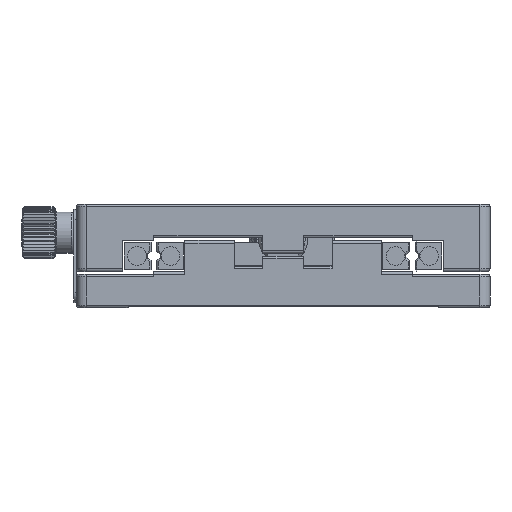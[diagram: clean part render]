
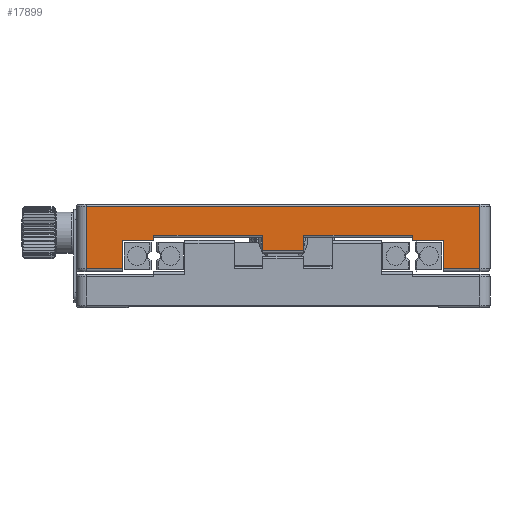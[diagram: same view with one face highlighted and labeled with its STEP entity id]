
A CAD part, front view. The second image highlights one B-rep face of the part: STEP entity #17899.
In plain terms, the highlighted planar face has unit normal (0, -1, 0).
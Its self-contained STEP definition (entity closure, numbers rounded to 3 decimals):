
#287 = CARTESIAN_POINT ( 'NONE',  ( 40., -40., 19.5 ) ) ;
#360 = CARTESIAN_POINT ( 'NONE',  ( -38., -40., 19.5 ) ) ;
#478 = CARTESIAN_POINT ( 'NONE',  ( 38., -40., 7.5 ) ) ;
#591 = LINE ( 'NONE', #25073, #24909 ) ;
#767 = ORIENTED_EDGE ( 'NONE', *, *, #16023, .F. ) ;
#933 = LINE ( 'NONE', #20313, #13022 ) ;
#1314 = LINE ( 'NONE', #20685, #1536 ) ;
#1390 = CARTESIAN_POINT ( 'NONE',  ( -31., -40., 13. ) ) ;
#1494 = EDGE_CURVE ( 'NONE', #1591, #24411, #11807, .T. ) ;
#1536 = VECTOR ( 'NONE', #25324, 1000. ) ;
#1543 = LINE ( 'NONE', #17759, #16224 ) ;
#1591 = VERTEX_POINT ( 'NONE', #4781 ) ;
#1606 = VERTEX_POINT ( 'NONE', #2520 ) ;
#1847 = EDGE_CURVE ( 'NONE', #8579, #6948, #18973, .T. ) ;
#1960 = VECTOR ( 'NONE', #18037, 1000. ) ;
#2438 = DIRECTION ( 'NONE',  ( 0., 0., 1. ) ) ;
#2520 = CARTESIAN_POINT ( 'NONE',  ( -31., -40., 7.5 ) ) ;
#3013 = EDGE_CURVE ( 'NONE', #8082, #4565, #591, .T. ) ;
#3213 = LINE ( 'NONE', #6942, #13861 ) ;
#3813 = CARTESIAN_POINT ( 'NONE',  ( 25., -40., 14. ) ) ;
#3847 = VERTEX_POINT ( 'NONE', #1390 ) ;
#4401 = ORIENTED_EDGE ( 'NONE', *, *, #14579, .F. ) ;
#4565 = VERTEX_POINT ( 'NONE', #12983 ) ;
#4703 = CARTESIAN_POINT ( 'NONE',  ( 31., -40., 7.5 ) ) ;
#4757 = VERTEX_POINT ( 'NONE', #15839 ) ;
#4781 = CARTESIAN_POINT ( 'NONE',  ( 31., -40., 13. ) ) ;
#4807 = CARTESIAN_POINT ( 'NONE',  ( -31., -40., 7.5 ) ) ;
#5245 = LINE ( 'NONE', #8030, #24770 ) ;
#5483 = VECTOR ( 'NONE', #28009, 1000. ) ;
#5555 = VECTOR ( 'NONE', #15969, 1000. ) ;
#5892 = CARTESIAN_POINT ( 'NONE',  ( 38., -40., 7. ) ) ;
#6198 = CARTESIAN_POINT ( 'NONE',  ( -4., -40., 11. ) ) ;
#6246 = ORIENTED_EDGE ( 'NONE', *, *, #11364, .T. ) ;
#6520 = CARTESIAN_POINT ( 'NONE',  ( 25., -40., 13. ) ) ;
#6851 = CARTESIAN_POINT ( 'NONE',  ( -38., -40., 7.5 ) ) ;
#6942 = CARTESIAN_POINT ( 'NONE',  ( -31., -40., 13. ) ) ;
#6948 = VERTEX_POINT ( 'NONE', #27819 ) ;
#7554 = DIRECTION ( 'NONE',  ( 0., 0., -1. ) ) ;
#7887 = LINE ( 'NONE', #17142, #1960 ) ;
#7993 = VERTEX_POINT ( 'NONE', #6851 ) ;
#8030 = CARTESIAN_POINT ( 'NONE',  ( -4., -40., 13.5 ) ) ;
#8082 = VERTEX_POINT ( 'NONE', #10999 ) ;
#8579 = VERTEX_POINT ( 'NONE', #4703 ) ;
#8776 = VERTEX_POINT ( 'NONE', #6198 ) ;
#9094 = ORIENTED_EDGE ( 'NONE', *, *, #12234, .T. ) ;
#9640 = CARTESIAN_POINT ( 'NONE',  ( -4., -40., 14. ) ) ;
#9772 = CARTESIAN_POINT ( 'NONE',  ( -4., -40., 14. ) ) ;
#9925 = DIRECTION ( 'NONE',  ( -1., 0., 0. ) ) ;
#9974 = ORIENTED_EDGE ( 'NONE', *, *, #20429, .T. ) ;
#10004 = FACE_OUTER_BOUND ( 'NONE', #17871, .T. ) ;
#10999 = CARTESIAN_POINT ( 'NONE',  ( -25., -40., 14. ) ) ;
#11364 = EDGE_CURVE ( 'NONE', #8776, #24224, #24458, .T. ) ;
#11698 = EDGE_CURVE ( 'NONE', #4757, #19685, #20202, .T. ) ;
#11807 = LINE ( 'NONE', #27863, #17075 ) ;
#12234 = EDGE_CURVE ( 'NONE', #1591, #8579, #1314, .T. ) ;
#12378 = ORIENTED_EDGE ( 'NONE', *, *, #17242, .T. ) ;
#12647 = VECTOR ( 'NONE', #22400, 1000. ) ;
#12983 = CARTESIAN_POINT ( 'NONE',  ( -25., -40., 13. ) ) ;
#13022 = VECTOR ( 'NONE', #24947, 1000. ) ;
#13541 = ORIENTED_EDGE ( 'NONE', *, *, #20376, .F. ) ;
#13861 = VECTOR ( 'NONE', #16232, 1000. ) ;
#14290 = LINE ( 'NONE', #287, #23092 ) ;
#14380 = CARTESIAN_POINT ( 'NONE',  ( 4., -40., 11. ) ) ;
#14548 = EDGE_CURVE ( 'NONE', #19685, #24411, #7887, .T. ) ;
#14579 = EDGE_CURVE ( 'NONE', #3847, #1606, #3213, .T. ) ;
#14623 = ORIENTED_EDGE ( 'NONE', *, *, #3013, .F. ) ;
#15553 = PLANE ( 'NONE',  #24425 ) ;
#15723 = EDGE_CURVE ( 'NONE', #20894, #7993, #18725, .T. ) ;
#15839 = CARTESIAN_POINT ( 'NONE',  ( 4., -40., 14. ) ) ;
#15969 = DIRECTION ( 'NONE',  ( 1., 0., 0. ) ) ;
#16014 = CARTESIAN_POINT ( 'NONE',  ( -38., -40., 7. ) ) ;
#16023 = EDGE_CURVE ( 'NONE', #4757, #24224, #933, .T. ) ;
#16092 = EDGE_CURVE ( 'NONE', #6948, #20497, #27073, .T. ) ;
#16224 = VECTOR ( 'NONE', #9925, 1000. ) ;
#16232 = DIRECTION ( 'NONE',  ( 0., 0., -1. ) ) ;
#17075 = VECTOR ( 'NONE', #26329, 1000. ) ;
#17142 = CARTESIAN_POINT ( 'NONE',  ( 25., -40., 94.248 ) ) ;
#17242 = EDGE_CURVE ( 'NONE', #8082, #22452, #28031, .T. ) ;
#17759 = CARTESIAN_POINT ( 'NONE',  ( -19., -40., 13. ) ) ;
#17833 = VECTOR ( 'NONE', #19280, 1000. ) ;
#17871 = EDGE_LOOP ( 'NONE', ( #24671, #9974, #4401, #19662, #14623, #12378, #13541, #6246, #767, #27276, #20061, #27445, #9094, #18744, #18187, #19458 ) ) ;
#17899 = ADVANCED_FACE ( 'NONE', ( #10004 ), #15553, .F. ) ;
#18037 = DIRECTION ( 'NONE',  ( 0., 0., -1. ) ) ;
#18187 = ORIENTED_EDGE ( 'NONE', *, *, #16092, .T. ) ;
#18377 = CARTESIAN_POINT ( 'NONE',  ( 25., -40., 14. ) ) ;
#18718 = DIRECTION ( 'NONE',  ( 0., 0., -1. ) ) ;
#18725 = LINE ( 'NONE', #16014, #12647 ) ;
#18744 = ORIENTED_EDGE ( 'NONE', *, *, #1847, .T. ) ;
#18777 = DIRECTION ( 'NONE',  ( -1., 0., 0. ) ) ;
#18973 = LINE ( 'NONE', #478, #24842 ) ;
#19280 = DIRECTION ( 'NONE',  ( 1., 0., 0. ) ) ;
#19319 = VECTOR ( 'NONE', #27223, 1000. ) ;
#19458 = ORIENTED_EDGE ( 'NONE', *, *, #26909, .T. ) ;
#19662 = ORIENTED_EDGE ( 'NONE', *, *, #23131, .F. ) ;
#19685 = VERTEX_POINT ( 'NONE', #3813 ) ;
#20061 = ORIENTED_EDGE ( 'NONE', *, *, #14548, .T. ) ;
#20202 = LINE ( 'NONE', #18377, #26291 ) ;
#20313 = CARTESIAN_POINT ( 'NONE',  ( 4., -40., 13.5 ) ) ;
#20376 = EDGE_CURVE ( 'NONE', #8776, #22452, #5245, .T. ) ;
#20429 = EDGE_CURVE ( 'NONE', #7993, #1606, #25144, .T. ) ;
#20497 = VERTEX_POINT ( 'NONE', #25697 ) ;
#20685 = CARTESIAN_POINT ( 'NONE',  ( 31., -40., 13. ) ) ;
#20894 = VERTEX_POINT ( 'NONE', #360 ) ;
#21577 = DIRECTION ( 'NONE',  ( 1., 0., 0. ) ) ;
#22400 = DIRECTION ( 'NONE',  ( 0., 0., -1. ) ) ;
#22452 = VERTEX_POINT ( 'NONE', #9772 ) ;
#22852 = CARTESIAN_POINT ( 'NONE',  ( 40., -40., 7. ) ) ;
#23092 = VECTOR ( 'NONE', #18777, 1000. ) ;
#23131 = EDGE_CURVE ( 'NONE', #4565, #3847, #1543, .T. ) ;
#24224 = VERTEX_POINT ( 'NONE', #14380 ) ;
#24411 = VERTEX_POINT ( 'NONE', #6520 ) ;
#24425 = AXIS2_PLACEMENT_3D ( 'NONE', #22852, #25190, #18718 ) ;
#24458 = LINE ( 'NONE', #25878, #19319 ) ;
#24671 = ORIENTED_EDGE ( 'NONE', *, *, #15723, .T. ) ;
#24770 = VECTOR ( 'NONE', #2438, 1000. ) ;
#24842 = VECTOR ( 'NONE', #28180, 1000. ) ;
#24909 = VECTOR ( 'NONE', #7554, 1000. ) ;
#24947 = DIRECTION ( 'NONE',  ( 0., 0., -1. ) ) ;
#25073 = CARTESIAN_POINT ( 'NONE',  ( -25., -40., 94.248 ) ) ;
#25144 = LINE ( 'NONE', #4807, #5555 ) ;
#25190 = DIRECTION ( 'NONE',  ( 0., 1., 0. ) ) ;
#25324 = DIRECTION ( 'NONE',  ( 0., 0., -1. ) ) ;
#25697 = CARTESIAN_POINT ( 'NONE',  ( 38., -40., 19.5 ) ) ;
#25878 = CARTESIAN_POINT ( 'NONE',  ( 4., -40., 11. ) ) ;
#26291 = VECTOR ( 'NONE', #21577, 1000. ) ;
#26329 = DIRECTION ( 'NONE',  ( -1., 0., 0. ) ) ;
#26909 = EDGE_CURVE ( 'NONE', #20497, #20894, #14290, .T. ) ;
#27073 = LINE ( 'NONE', #5892, #5483 ) ;
#27223 = DIRECTION ( 'NONE',  ( 1., 0., 0. ) ) ;
#27276 = ORIENTED_EDGE ( 'NONE', *, *, #11698, .T. ) ;
#27445 = ORIENTED_EDGE ( 'NONE', *, *, #1494, .F. ) ;
#27819 = CARTESIAN_POINT ( 'NONE',  ( 38., -40., 7.5 ) ) ;
#27863 = CARTESIAN_POINT ( 'NONE',  ( 31., -40., 13. ) ) ;
#28009 = DIRECTION ( 'NONE',  ( 0., 0., 1. ) ) ;
#28031 = LINE ( 'NONE', #9640, #17833 ) ;
#28180 = DIRECTION ( 'NONE',  ( 1., 0., 0. ) ) ;
